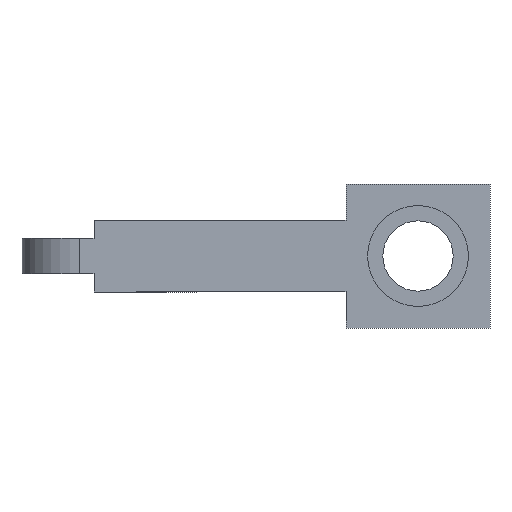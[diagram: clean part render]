
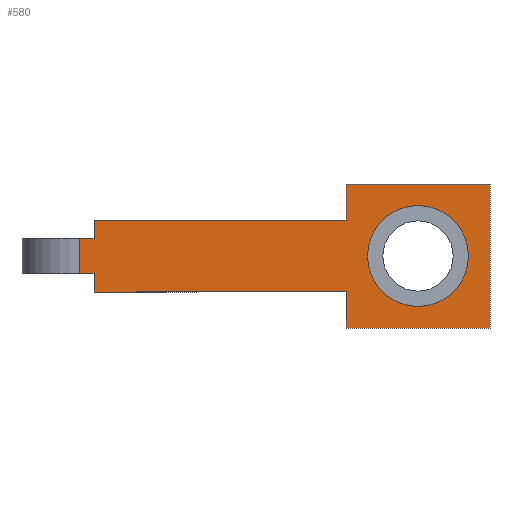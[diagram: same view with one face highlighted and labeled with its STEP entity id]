
A CAD part, front view. The second image highlights one B-rep face of the part: STEP entity #580.
In plain terms, the highlighted planar face has unit normal (0, -1, 0).
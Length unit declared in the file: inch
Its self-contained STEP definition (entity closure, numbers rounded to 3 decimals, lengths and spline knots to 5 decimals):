
#19=FACE_BOUND('',#94,.T.);
#31=PLANE('',#645);
#58=FACE_OUTER_BOUND('',#93,.T.);
#93=EDGE_LOOP('',(#446,#447,#448,#449,#450,#451,#452,#453,#454,#455,#456,
#457));
#94=EDGE_LOOP('',(#458));
#140=LINE('',#907,#203);
#141=LINE('',#909,#204);
#142=LINE('',#911,#205);
#143=LINE('',#913,#206);
#144=LINE('',#915,#207);
#145=LINE('',#917,#208);
#146=LINE('',#919,#209);
#147=LINE('',#921,#210);
#148=LINE('',#923,#211);
#149=LINE('',#925,#212);
#150=LINE('',#927,#213);
#151=LINE('',#928,#214);
#203=VECTOR('',#742,0.3937);
#204=VECTOR('',#743,0.3937);
#205=VECTOR('',#744,0.3937);
#206=VECTOR('',#745,0.3937);
#207=VECTOR('',#746,0.3937);
#208=VECTOR('',#747,0.3937);
#209=VECTOR('',#748,0.3937);
#210=VECTOR('',#749,0.3937);
#211=VECTOR('',#750,0.3937);
#212=VECTOR('',#751,0.3937);
#213=VECTOR('',#752,0.3937);
#214=VECTOR('',#753,0.3937);
#256=CIRCLE('',#643,0.35);
#287=VERTEX_POINT('',#900);
#288=VERTEX_POINT('',#905);
#289=VERTEX_POINT('',#906);
#290=VERTEX_POINT('',#908);
#291=VERTEX_POINT('',#910);
#292=VERTEX_POINT('',#912);
#293=VERTEX_POINT('',#914);
#294=VERTEX_POINT('',#916);
#295=VERTEX_POINT('',#918);
#296=VERTEX_POINT('',#920);
#297=VERTEX_POINT('',#922);
#298=VERTEX_POINT('',#924);
#299=VERTEX_POINT('',#926);
#349=EDGE_CURVE('',#287,#287,#256,.T.);
#350=EDGE_CURVE('',#288,#289,#140,.T.);
#351=EDGE_CURVE('',#290,#288,#141,.T.);
#352=EDGE_CURVE('',#290,#291,#142,.T.);
#353=EDGE_CURVE('',#292,#291,#143,.T.);
#354=EDGE_CURVE('',#293,#292,#144,.T.);
#355=EDGE_CURVE('',#294,#293,#145,.T.);
#356=EDGE_CURVE('',#295,#294,#146,.T.);
#357=EDGE_CURVE('',#295,#296,#147,.T.);
#358=EDGE_CURVE('',#296,#297,#148,.T.);
#359=EDGE_CURVE('',#297,#298,#149,.T.);
#360=EDGE_CURVE('',#298,#299,#150,.T.);
#361=EDGE_CURVE('',#299,#289,#151,.T.);
#446=ORIENTED_EDGE('',*,*,#350,.F.);
#447=ORIENTED_EDGE('',*,*,#351,.F.);
#448=ORIENTED_EDGE('',*,*,#352,.T.);
#449=ORIENTED_EDGE('',*,*,#353,.F.);
#450=ORIENTED_EDGE('',*,*,#354,.F.);
#451=ORIENTED_EDGE('',*,*,#355,.F.);
#452=ORIENTED_EDGE('',*,*,#356,.F.);
#453=ORIENTED_EDGE('',*,*,#357,.T.);
#454=ORIENTED_EDGE('',*,*,#358,.T.);
#455=ORIENTED_EDGE('',*,*,#359,.T.);
#456=ORIENTED_EDGE('',*,*,#360,.T.);
#457=ORIENTED_EDGE('',*,*,#361,.T.);
#458=ORIENTED_EDGE('',*,*,#349,.T.);
#580=ADVANCED_FACE('',(#58,#19),#31,.F.);
#643=AXIS2_PLACEMENT_3D('',#902,#736,#737);
#645=AXIS2_PLACEMENT_3D('',#904,#740,#741);
#736=DIRECTION('center_axis',(0.,1.,0.));
#737=DIRECTION('ref_axis',(1.,0.,0.));
#740=DIRECTION('center_axis',(0.,1.,0.));
#741=DIRECTION('ref_axis',(0.,0.,1.));
#742=DIRECTION('',(1.,0.,0.));
#743=DIRECTION('',(0.,0.,1.));
#744=DIRECTION('',(-1.,0.,0.));
#745=DIRECTION('',(0.,0.,1.));
#746=DIRECTION('',(-1.,0.,0.));
#747=DIRECTION('',(0.,0.,1.));
#748=DIRECTION('',(-1.,0.,0.));
#749=DIRECTION('',(0.,0.,-1.));
#750=DIRECTION('',(1.,0.,0.));
#751=DIRECTION('',(0.,0.,1.));
#752=DIRECTION('',(-1.,0.,0.));
#753=DIRECTION('',(0.,0.,-1.));
#900=CARTESIAN_POINT('',(0.525,0.,0.));
#902=CARTESIAN_POINT('Origin',(0.875,0.,0.));
#904=CARTESIAN_POINT('Origin',(0.,0.,0.));
#905=CARTESIAN_POINT('',(-1.375,0.,0.25));
#906=CARTESIAN_POINT('',(0.375,0.,0.25));
#907=CARTESIAN_POINT('',(-1.375,0.,0.25));
#908=CARTESIAN_POINT('',(-1.375,0.,0.1225));
#909=CARTESIAN_POINT('',(-1.375,0.,-0.25));
#910=CARTESIAN_POINT('',(-1.475,0.,0.1225));
#911=CARTESIAN_POINT('',(-1.375,0.,0.1225));
#912=CARTESIAN_POINT('',(-1.475,0.,-0.1225));
#913=CARTESIAN_POINT('',(-1.475,0.,0.));
#914=CARTESIAN_POINT('',(-1.375,0.,-0.1225));
#915=CARTESIAN_POINT('',(-1.375,0.,-0.1225));
#916=CARTESIAN_POINT('',(-1.375,0.,-0.25));
#917=CARTESIAN_POINT('',(-1.375,0.,-0.25));
#918=CARTESIAN_POINT('',(0.375,0.,-0.25));
#919=CARTESIAN_POINT('',(1.375,0.,-0.25));
#920=CARTESIAN_POINT('',(0.375,0.,-0.5));
#921=CARTESIAN_POINT('',(0.375,0.,-0.5));
#922=CARTESIAN_POINT('',(1.375,0.,-0.5));
#923=CARTESIAN_POINT('',(1.375,0.,-0.5));
#924=CARTESIAN_POINT('',(1.375,0.,0.5));
#925=CARTESIAN_POINT('',(1.375,0.,0.5));
#926=CARTESIAN_POINT('',(0.375,0.,0.5));
#927=CARTESIAN_POINT('',(0.375,0.,0.5));
#928=CARTESIAN_POINT('',(0.375,0.,-0.5));
